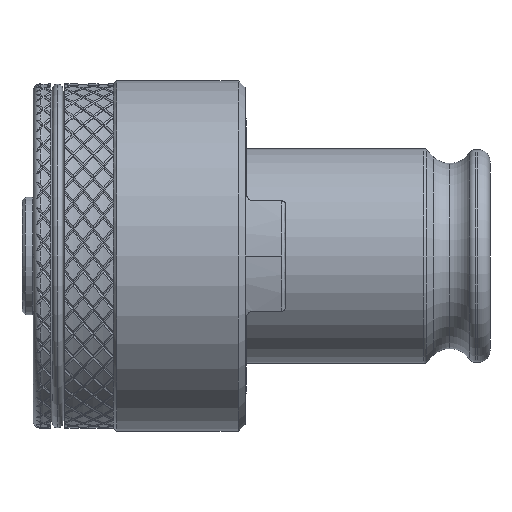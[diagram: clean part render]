
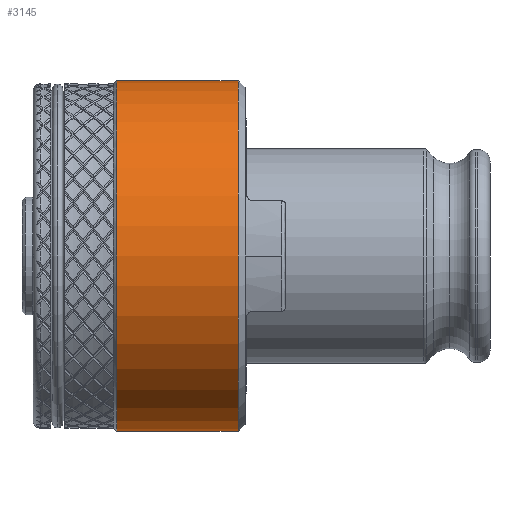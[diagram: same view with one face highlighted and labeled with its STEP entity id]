
A CAD part, front view. The second image highlights one B-rep face of the part: STEP entity #3145.
In plain terms, the highlighted cylindrical face has radius 25.25 mm (diameter 50.5 mm), a partial arc.
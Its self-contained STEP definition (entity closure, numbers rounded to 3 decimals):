
#1171 = CARTESIAN_POINT ( 'NONE',  ( 9.103, 0., 25.25 ) ) ;
#3145 = ADVANCED_FACE ( 'NONE', ( #51375 ), #23832, .T. ) ;
#5947 = LINE ( 'NONE', #1171, #57844 ) ;
#5970 = CIRCLE ( 'NONE', #37387, 25.25 ) ;
#7722 = EDGE_LOOP ( 'NONE', ( #33118, #40305, #62194, #56339 ) ) ;
#10942 = EDGE_CURVE ( 'NONE', #59754, #20540, #43313, .T. ) ;
#15762 = VECTOR ( 'NONE', #66300, 1000. ) ;
#16432 = CARTESIAN_POINT ( 'NONE',  ( 8.103, 0., -25.25 ) ) ;
#17542 = VERTEX_POINT ( 'NONE', #30828 ) ;
#19375 = DIRECTION ( 'NONE',  ( -1., 0., 0. ) ) ;
#19829 = CARTESIAN_POINT ( 'NONE',  ( 9.103, 0., -25.25 ) ) ;
#20540 = VERTEX_POINT ( 'NONE', #55854 ) ;
#23832 = CYLINDRICAL_SURFACE ( 'NONE', #52871, 25.25 ) ;
#26365 = VERTEX_POINT ( 'NONE', #30291 ) ;
#26744 = CARTESIAN_POINT ( 'NONE',  ( -9.397, 0., 0. ) ) ;
#30291 = CARTESIAN_POINT ( 'NONE',  ( -9.397, 0., -25.25 ) ) ;
#30828 = CARTESIAN_POINT ( 'NONE',  ( -9.397, 0., 25.25 ) ) ;
#31157 = LINE ( 'NONE', #19829, #15762 ) ;
#31307 = EDGE_CURVE ( 'NONE', #26365, #17542, #5970, .T. ) ;
#31934 = DIRECTION ( 'NONE',  ( 0., 0., -1. ) ) ;
#33118 = ORIENTED_EDGE ( 'NONE', *, *, #10942, .T. ) ;
#37387 = AXIS2_PLACEMENT_3D ( 'NONE', #26744, #62986, #31934 ) ;
#40305 = ORIENTED_EDGE ( 'NONE', *, *, #51330, .T. ) ;
#43313 = CIRCLE ( 'NONE', #60340, 25.25 ) ;
#44713 = DIRECTION ( 'NONE',  ( 0., 0., -1. ) ) ;
#44931 = CARTESIAN_POINT ( 'NONE',  ( 9.103, 0., 0. ) ) ;
#50068 = EDGE_CURVE ( 'NONE', #59754, #26365, #31157, .T. ) ;
#50380 = CARTESIAN_POINT ( 'NONE',  ( 8.103, 0., 0. ) ) ;
#51280 = DIRECTION ( 'NONE',  ( -1., 0., 0. ) ) ;
#51330 = EDGE_CURVE ( 'NONE', #20540, #17542, #5947, .T. ) ;
#51375 = FACE_OUTER_BOUND ( 'NONE', #7722, .T. ) ;
#52871 = AXIS2_PLACEMENT_3D ( 'NONE', #44931, #51280, #44713 ) ;
#52874 = DIRECTION ( 'NONE',  ( -1., 0., 0. ) ) ;
#55586 = DIRECTION ( 'NONE',  ( 0., 0., -1. ) ) ;
#55854 = CARTESIAN_POINT ( 'NONE',  ( 8.103, 0., 25.25 ) ) ;
#56339 = ORIENTED_EDGE ( 'NONE', *, *, #50068, .F. ) ;
#57844 = VECTOR ( 'NONE', #52874, 1000. ) ;
#59754 = VERTEX_POINT ( 'NONE', #16432 ) ;
#60340 = AXIS2_PLACEMENT_3D ( 'NONE', #50380, #19375, #55586 ) ;
#62194 = ORIENTED_EDGE ( 'NONE', *, *, #31307, .F. ) ;
#62986 = DIRECTION ( 'NONE',  ( -1., 0., 0. ) ) ;
#66300 = DIRECTION ( 'NONE',  ( -1., 0., 0. ) ) ;
